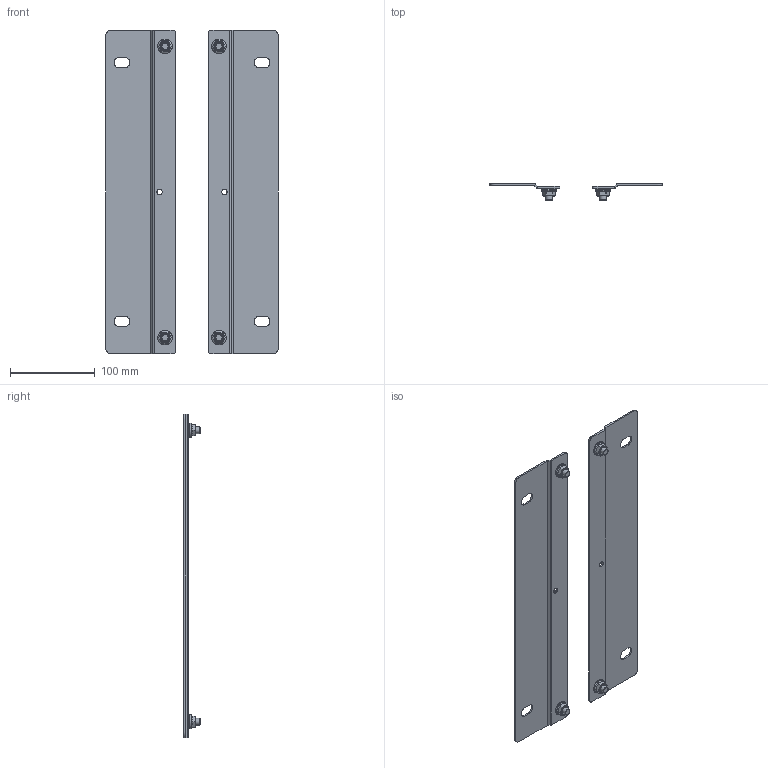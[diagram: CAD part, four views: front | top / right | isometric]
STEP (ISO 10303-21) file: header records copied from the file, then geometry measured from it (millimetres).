
FILE_DESCRIPTION (( 'STEP AP214' ), '1' );
FILE_NAME ('SCE-MST16.STEP', '2021-01-27T23:47:00', ( '' ), ( '' ), 'SwSTEP 2.0', 'SolidWorks 2019', '' );
FILE_SCHEMA (( 'AUTOMOTIVE_DESIGN' ));
Length unit declared in the file: inch
Products named in the file (1): SCE-MST16
Bounding box: 202.95 x 18.95 x 381 mm (x, y, z)
Volume: 130523 mm3; surface area: 134864.5 mm2
Topology: 10 solids, 10 shells, 258 faces, 618 edges, 364 vertices
Faces by surface type: bspline 108, plane 72, cylinder 66, cone 12
Full cylindrical faces by diameter (mm): 6.35 x2, 7.874 x4, 7.925 x8, 9.55 x4
Entity records: 16577 total; most frequent: CARTESIAN_POINT 8287, ORIENTED_EDGE 1096, DIRECTION 742, EDGE_CURVE 548, VERTEX_POINT 356, EDGE_LOOP 332, AXIS2_PLACEMENT_3D 299, FACE_OUTER_BOUND 284
